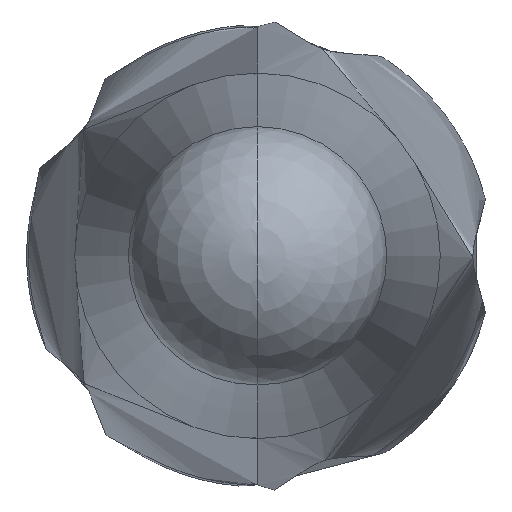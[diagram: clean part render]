
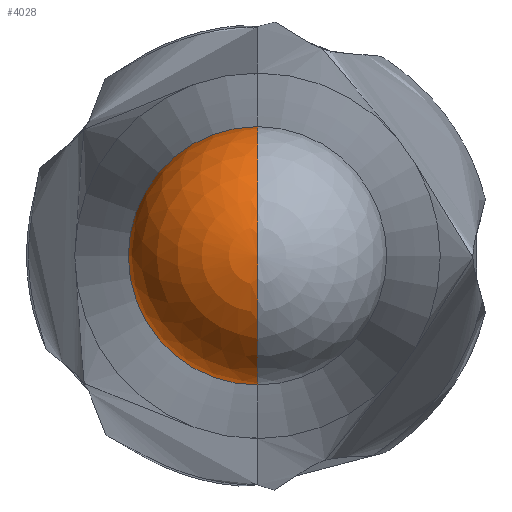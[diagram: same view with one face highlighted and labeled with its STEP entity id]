
A CAD part, left-side view. The second image highlights one B-rep face of the part: STEP entity #4028.
In plain terms, the highlighted spherical face has radius 4.623 mm.
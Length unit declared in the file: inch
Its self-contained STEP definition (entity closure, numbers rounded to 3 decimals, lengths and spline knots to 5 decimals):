
#286 = DIRECTION ( 'NONE',  ( -1., 0., 0. ) ) ;
#966 = VERTEX_POINT ( 'NONE', #2054 ) ;
#1297 = CARTESIAN_POINT ( 'NONE',  ( -7.5765, 0., 0.182 ) ) ;
#1854 = EDGE_LOOP ( 'NONE', ( #2410, #5623 ) ) ;
#2054 = CARTESIAN_POINT ( 'NONE',  ( -7.5765, 0., -0.182 ) ) ;
#2410 = ORIENTED_EDGE ( 'NONE', *, *, #10581, .F. ) ;
#2876 = CIRCLE ( 'NONE', #4266, 0.182 ) ;
#3104 = AXIS2_PLACEMENT_3D ( 'NONE', #7974, #286, #7754 ) ;
#3379 = FACE_OUTER_BOUND ( 'NONE', #1854, .T. ) ;
#4028 = ADVANCED_FACE ( 'NONE', ( #3379 ), #5742, .T. ) ;
#4266 = AXIS2_PLACEMENT_3D ( 'NONE', #7121, #10167, #5781 ) ;
#4272 = EDGE_CURVE ( 'NONE', #966, #6117, #2876, .T. ) ;
#5623 = ORIENTED_EDGE ( 'NONE', *, *, #4272, .F. ) ;
#5742 = SPHERICAL_SURFACE ( 'NONE', #3104, 0.182 ) ;
#5781 = DIRECTION ( 'NONE',  ( 0., 0., -1. ) ) ;
#6117 = VERTEX_POINT ( 'NONE', #1297 ) ;
#7121 = CARTESIAN_POINT ( 'NONE',  ( -7.5765, 0., 0. ) ) ;
#7711 = AXIS2_PLACEMENT_3D ( 'NONE', #11959, #14113, #9940 ) ;
#7754 = DIRECTION ( 'NONE',  ( 0., 0., -1. ) ) ;
#7974 = CARTESIAN_POINT ( 'NONE',  ( -7.5765, 0., 0. ) ) ;
#9940 = DIRECTION ( 'NONE',  ( 0., 0., -1. ) ) ;
#10167 = DIRECTION ( 'NONE',  ( 1., 0., 0. ) ) ;
#10581 = EDGE_CURVE ( 'NONE', #6117, #966, #10912, .T. ) ;
#10912 = CIRCLE ( 'NONE', #7711, 0.182 ) ;
#11959 = CARTESIAN_POINT ( 'NONE',  ( -7.5765, 0., 0. ) ) ;
#14113 = DIRECTION ( 'NONE',  ( 0., -1., 0. ) ) ;
